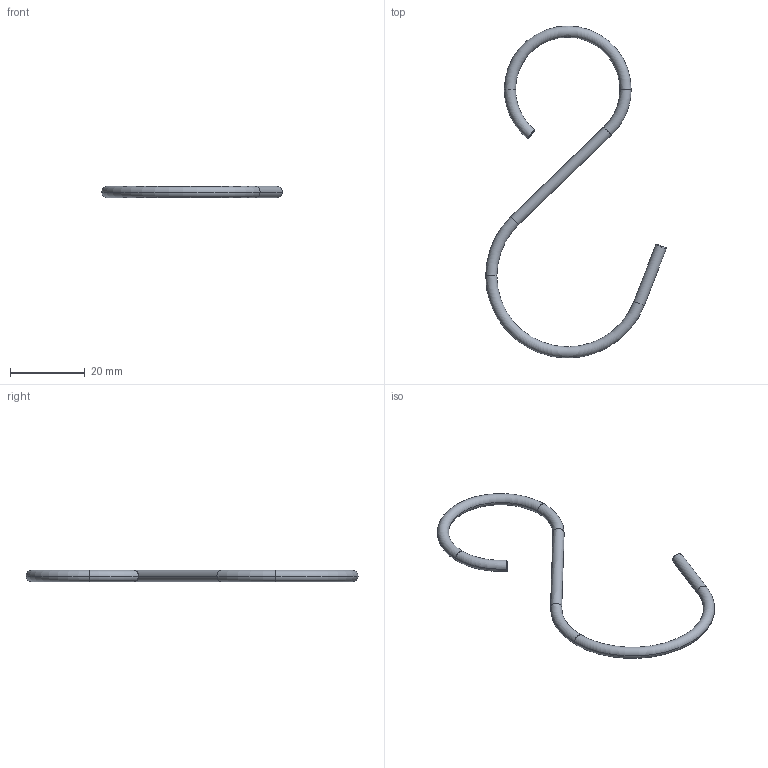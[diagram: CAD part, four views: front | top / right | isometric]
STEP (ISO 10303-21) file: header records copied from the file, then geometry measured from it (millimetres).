
FILE_DESCRIPTION (( 'STEP AP214' ), '1' );
FILE_NAME ('AL-F-1012 Êðþ÷îê1.STEP', '2025-12-29T10:43:21', ( '' ), ( '' ), 'SwSTEP 2.0', 'SolidWorks 2021', '' );
FILE_SCHEMA (( 'AUTOMOTIVE_DESIGN' ));
Length unit declared in the file: millimetre
Products named in the file (1): AL-F-1012 署铌1
Bounding box: 48.42 x 89 x 3 mm (x, y, z)
Volume: 1410.4 mm3; surface area: 1893.3 mm2
Topology: 1 solids, 1 shells, 20 faces, 40 edges, 22 vertices
Faces by surface type: torus 12, cylinder 4, bspline 2, plane 2
Entity records: 764 total; most frequent: CARTESIAN_POINT 311, DIRECTION 102, ORIENTED_EDGE 80, AXIS2_PLACEMENT_3D 49, EDGE_CURVE 40, CIRCLE 30, VERTEX_POINT 22, FACE_OUTER_BOUND 20
